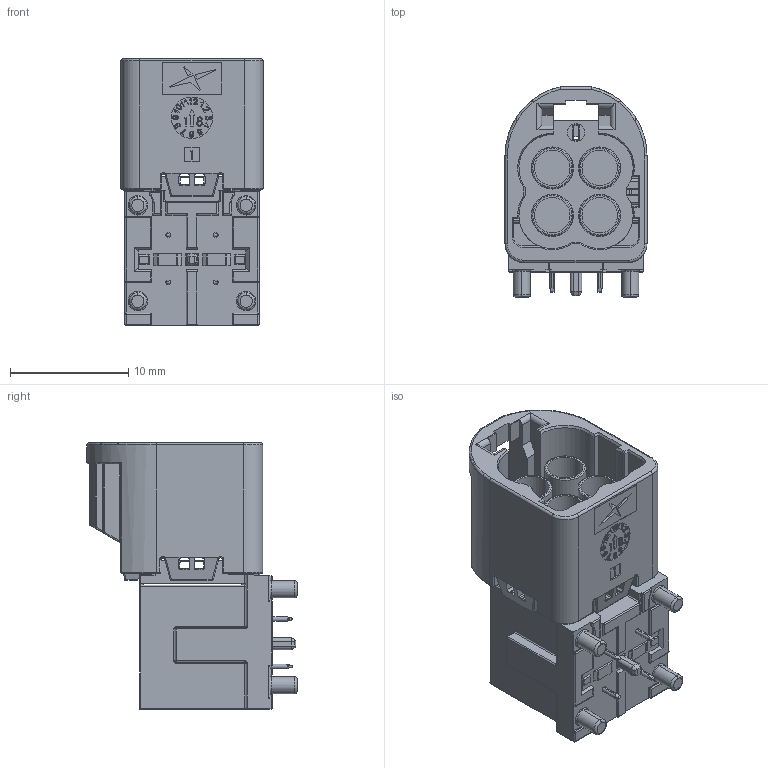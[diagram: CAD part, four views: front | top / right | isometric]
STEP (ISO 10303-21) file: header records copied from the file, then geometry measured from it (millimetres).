
FILE_DESCRIPTION (( 'STEP AP203' ), '1' );
FILE_NAME ('Mini Fakra PCB 2X2-D.STEP', '2022-04-07T08:16:58', ( '' ), ( '' ), 'SwSTEP 2.0', 'SolidWorks 2018', '' );
FILE_SCHEMA (( 'CONFIG_CONTROL_DESIGN' ));
Length unit declared in the file: millimetre
Products named in the file (1): Mini Fakra PCB 2X2-D
Bounding box: 12 x 17.75 x 22.55 mm (x, y, z)
Surface area: 2467.9 mm2 (no closed solid volume)
Topology: 0 solids, 6 shells, 999 faces, 2917 edges, 1859 vertices
Faces by surface type: plane 401, cylinder 326, bspline 242, cone 18, torus 10, sphere 2
Entity records: 40912 total; most frequent: CARTESIAN_POINT 16867, ORIENTED_EDGE 5180, DIRECTION 4358, EDGE_CURVE 2876, VERTEX_POINT 1859, VECTOR 1724, LINE 1724, AXIS2_PLACEMENT_3D 1317
